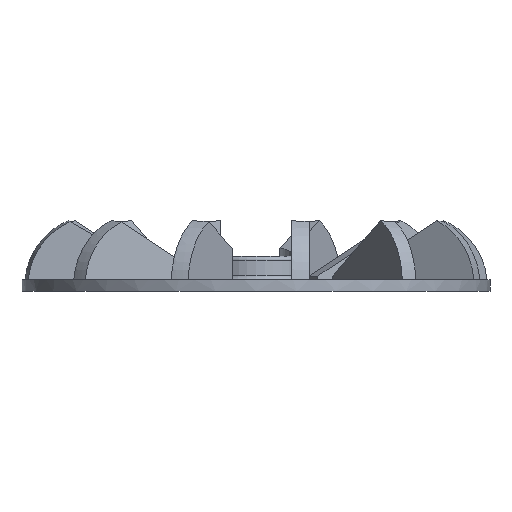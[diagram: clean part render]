
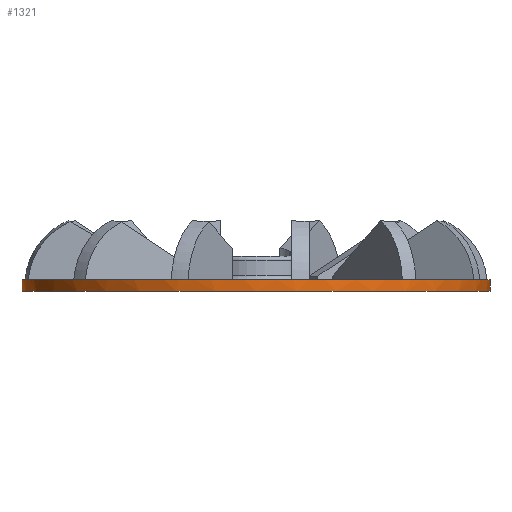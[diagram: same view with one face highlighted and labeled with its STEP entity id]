
A CAD part, front view. The second image highlights one B-rep face of the part: STEP entity #1321.
In plain terms, the highlighted cylindrical face has radius 60 mm (diameter 120 mm), a full revolution.
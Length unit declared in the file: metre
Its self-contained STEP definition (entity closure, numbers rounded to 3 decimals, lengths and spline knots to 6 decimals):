
#36=CIRCLE('',#1419,0.06);
#37=CIRCLE('',#1420,0.06);
#73=CYLINDRICAL_SURFACE('',#1418,0.06);
#190=ORIENTED_EDGE('',*,*,#562,.F.);
#191=ORIENTED_EDGE('',*,*,#563,.T.);
#562=EDGE_CURVE('',#748,#748,#36,.T.);
#563=EDGE_CURVE('',#749,#749,#37,.T.);
#748=VERTEX_POINT('',#2129);
#749=VERTEX_POINT('',#2131);
#1038=EDGE_LOOP('',(#190));
#1039=EDGE_LOOP('',(#191));
#1154=FACE_BOUND('',#1038,.T.);
#1155=FACE_BOUND('',#1039,.T.);
#1321=ADVANCED_FACE('',(#1154,#1155),#73,.T.);
#1418=AXIS2_PLACEMENT_3D('',#2127,#1619,#1620);
#1419=AXIS2_PLACEMENT_3D('',#2128,#1621,#1622);
#1420=AXIS2_PLACEMENT_3D('',#2130,#1623,#1624);
#1619=DIRECTION('',(0.,0.,-1.));
#1620=DIRECTION('',(-1.,0.,0.));
#1621=DIRECTION('',(0.,0.,1.));
#1622=DIRECTION('',(1.,0.,0.));
#1623=DIRECTION('',(0.,0.,1.));
#1624=DIRECTION('',(1.,0.,0.));
#2127=CARTESIAN_POINT('',(0.,0.,0.003));
#2128=CARTESIAN_POINT('',(0.,0.,0.003));
#2129=CARTESIAN_POINT('',(0.06,0.,0.003));
#2130=CARTESIAN_POINT('',(0.,0.,0.));
#2131=CARTESIAN_POINT('',(0.06,0.,0.));
